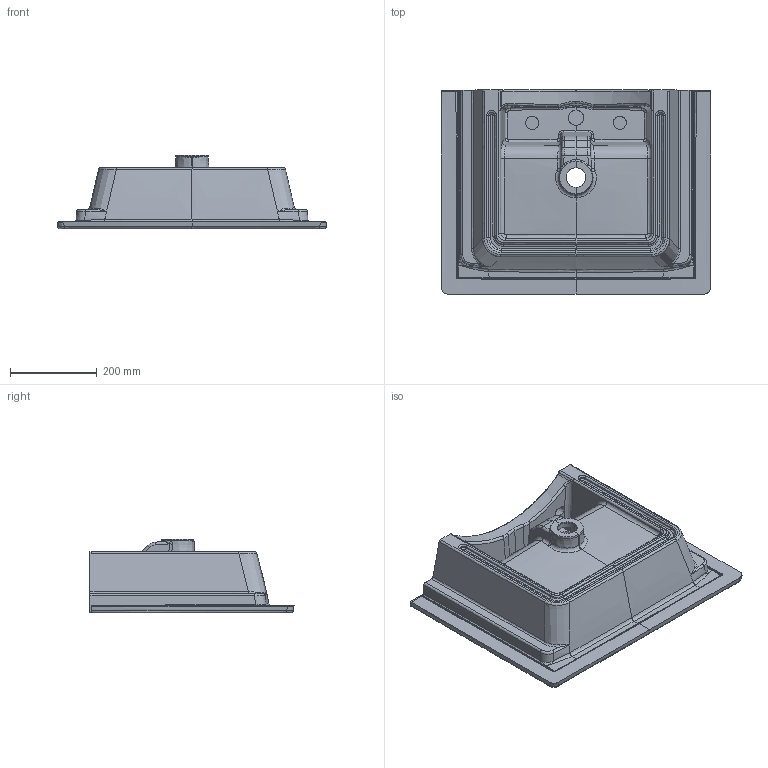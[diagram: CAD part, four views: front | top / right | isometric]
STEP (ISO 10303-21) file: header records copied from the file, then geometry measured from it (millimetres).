
FILE_DESCRIPTION (( 'STEP AP214' ), '1' );
FILE_NAME ('UN060B.0TH_STEP_v10722.STEP', '2022-07-29T10:43:32', ( '' ), ( '' ), 'SwSTEP 2.0', 'SolidWorks 2019', '' );
FILE_SCHEMA (( 'AUTOMOTIVE_DESIGN' ));
Length unit declared in the file: millimetre
Products named in the file (1): UN060B.0TH_STEP_v10722
Bounding box: 620.58 x 470.02 x 170.38 mm (x, y, z)
Volume: 9567489.1 mm3; surface area: 1018917.8 mm2
Topology: 1 solids, 1 shells, 369 faces, 872 edges, 503 vertices
Faces by surface type: bspline 340, plane 12, cylinder 11, cone 6
Entity records: 36299 total; most frequent: CARTESIAN_POINT 30568, ORIENTED_EDGE 1740, EDGE_CURVE 870, B_SPLINE_CURVE_WITH_KNOTS 795, VERTEX_POINT 503, EDGE_LOOP 377, FACE_OUTER_BOUND 369, ADVANCED_FACE 369
